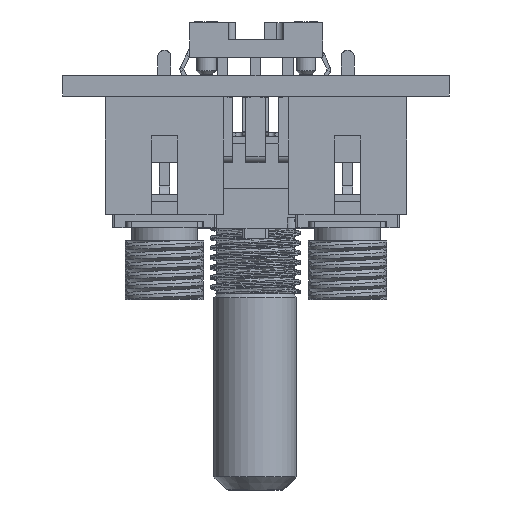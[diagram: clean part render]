
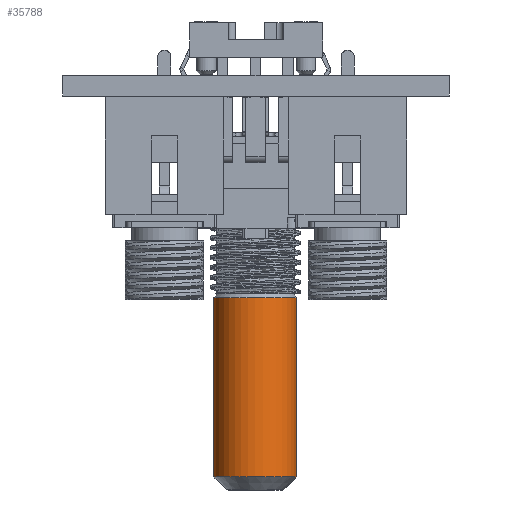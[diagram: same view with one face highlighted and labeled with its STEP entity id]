
A CAD part, front view. The second image highlights one B-rep face of the part: STEP entity #35788.
In plain terms, the highlighted cylindrical face has radius 3.175 mm (diameter 6.35 mm), a full revolution.
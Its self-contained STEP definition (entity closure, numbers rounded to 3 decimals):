
#35536 = VERTEX_POINT('',#35537);
#35537 = CARTESIAN_POINT('',(3.172,0.007,15.344)
  );
#35545 = EDGE_CURVE('',#35536,#35536,#35546,.T.);
#35546 = CIRCLE('',#35547,3.175);
#35547 = AXIS2_PLACEMENT_3D('',#35548,#35549,#35550);
#35548 = CARTESIAN_POINT('',(-0.003,0.007,
    15.344));
#35549 = DIRECTION('',(-0.,0.,1.));
#35550 = DIRECTION('',(1.,0.,0.));
#35788 = ADVANCED_FACE('',(#35789),#35808,.T.);
#35789 = FACE_BOUND('',#35790,.T.);
#35790 = EDGE_LOOP('',(#35791,#35792,#35800,#35807));
#35791 = ORIENTED_EDGE('',*,*,#35545,.T.);
#35792 = ORIENTED_EDGE('',*,*,#35793,.T.);
#35793 = EDGE_CURVE('',#35536,#35794,#35796,.T.);
#35794 = VERTEX_POINT('',#35795);
#35795 = CARTESIAN_POINT('',(3.172,0.007,29.044)
  );
#35796 = LINE('',#35797,#35798);
#35797 = CARTESIAN_POINT('',(3.172,0.007,15.044)
  );
#35798 = VECTOR('',#35799,1.);
#35799 = DIRECTION('',(0.,0.,1.));
#35800 = ORIENTED_EDGE('',*,*,#35801,.F.);
#35801 = EDGE_CURVE('',#35794,#35794,#35802,.T.);
#35802 = CIRCLE('',#35803,3.175);
#35803 = AXIS2_PLACEMENT_3D('',#35804,#35805,#35806);
#35804 = CARTESIAN_POINT('',(-0.003,0.007,
    29.044));
#35805 = DIRECTION('',(-0.,0.,1.));
#35806 = DIRECTION('',(1.,0.,0.));
#35807 = ORIENTED_EDGE('',*,*,#35793,.F.);
#35808 = CYLINDRICAL_SURFACE('',#35809,3.175);
#35809 = AXIS2_PLACEMENT_3D('',#35810,#35811,#35812);
#35810 = CARTESIAN_POINT('',(-0.003,0.007,
    15.044));
#35811 = DIRECTION('',(0.,0.,-1.));
#35812 = DIRECTION('',(1.,0.,0.));
